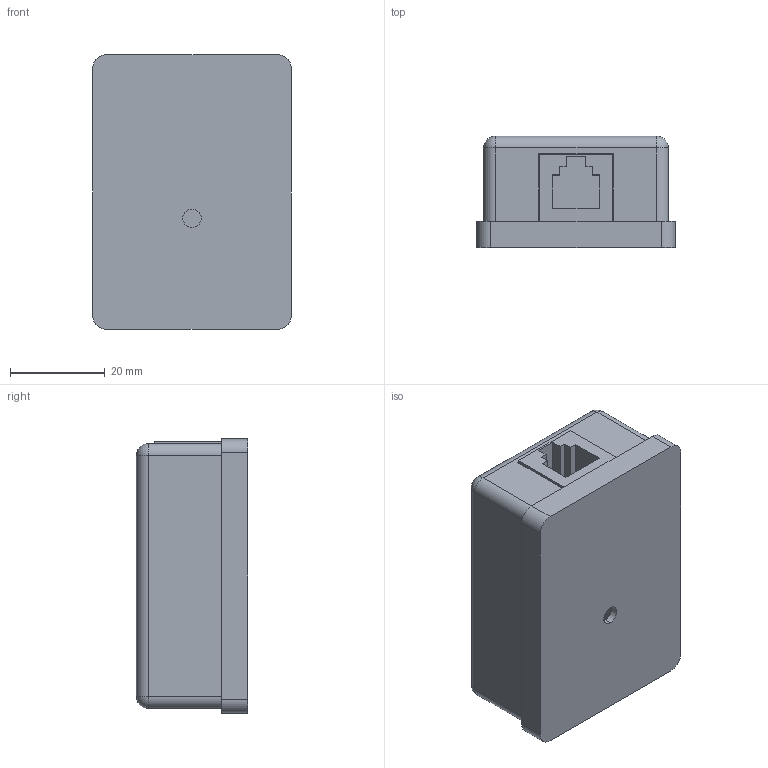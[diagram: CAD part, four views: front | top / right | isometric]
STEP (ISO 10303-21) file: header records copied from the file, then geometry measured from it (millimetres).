
FILE_DESCRIPTION (( 'STEP AP203' ), '1' );
FILE_NAME ('CS2-3C3U-12 ITK Íàñòåííàÿ ðîçåòêà RJ12, êàò.3 UTP, 1-ïîðò.STEP', '2016-09-29T06:49:26', ( '' ), ( '' ), 'SwSTEP 2.0', 'SolidWorks 2014', '' );
FILE_SCHEMA (( 'CONFIG_CONTROL_DESIGN' ));
Length unit declared in the file: millimetre
Products named in the file (2): CS2-3C3U-12 ITK Íàñòåííàÿ ðîçåòêà RJ12, êàò.3 UTP, 1-ïîðò
Bounding box: 42 x 23.5 x 58 mm (x, y, z)
Volume: 15789.3 mm3; surface area: 17459.7 mm2
Topology: 1 solids, 1 shells, 76 faces, 200 edges, 120 vertices
Faces by surface type: plane 45, cylinder 23, sphere 8
Entity records: 2413 total; most frequent: DIRECTION 394, CARTESIAN_POINT 390, ORIENTED_EDGE 384, EDGE_CURVE 192, LINE 146, VECTOR 146, AXIS2_PLACEMENT_3D 124, VERTEX_POINT 120
